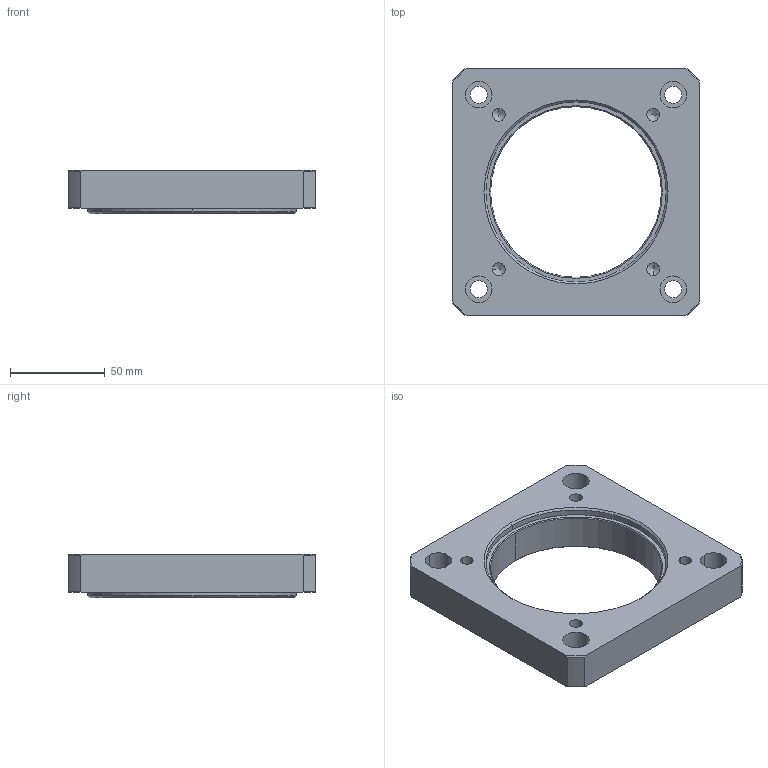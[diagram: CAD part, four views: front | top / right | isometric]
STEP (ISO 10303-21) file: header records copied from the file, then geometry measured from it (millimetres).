
FILE_DESCRIPTION(('CATIA V5 STEP Exchange'),'2;1');
FILE_NAME('003 BRIDE MOTEUR TAPIS.stp','2021-07-08T17:13:04+00:00',('none'),('none'),'CATIA Version 5-6 Release 2017','CATIA V5 STEP AP203','none');
FILE_SCHEMA(('CONFIG_CONTROL_DESIGN'));
Length unit declared in the file: millimetre
Products named in the file (1): BRIDE MOTEUR TAPIS
Bounding box: 130 x 130 x 23 mm (x, y, z)
Volume: 204138.4 mm3; surface area: 41876.4 mm2
Topology: 1 solids, 1 shells, 70 faces, 170 edges, 104 vertices
Faces by surface type: cylinder 34, cone 24, plane 12
Entity records: 1832 total; most frequent: CARTESIAN_POINT 350, ORIENTED_EDGE 324, DIRECTION 216, EDGE_CURVE 162, AXIS2_PLACEMENT_3D 120, VERTEX_POINT 104, EDGE_LOOP 90, CIRCLE 84
